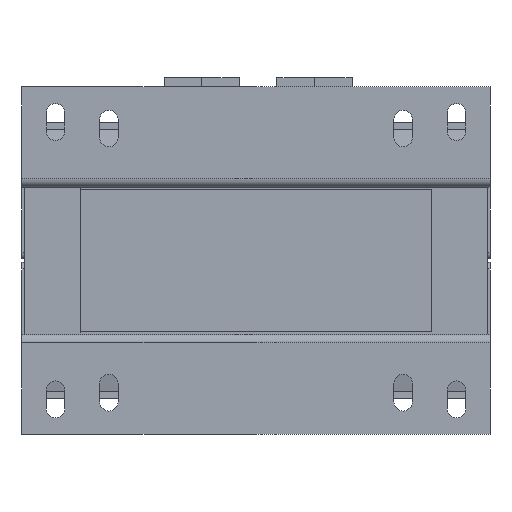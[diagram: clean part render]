
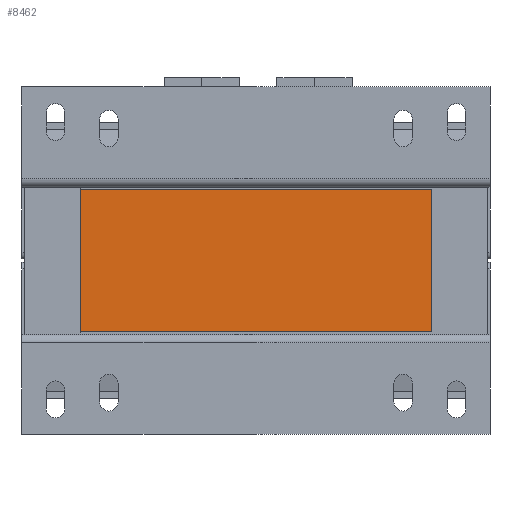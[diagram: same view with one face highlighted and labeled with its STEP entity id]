
A CAD part, front view. The second image highlights one B-rep face of the part: STEP entity #8462.
In plain terms, the highlighted planar face has unit normal (0, -1, 0).
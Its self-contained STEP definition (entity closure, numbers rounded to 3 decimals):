
#516 = DIRECTION ( 'NONE',  ( 0., 0., 1. ) ) ;
#1670 = EDGE_LOOP ( 'NONE', ( #13221, #6413, #11247, #17178 ) ) ;
#1968 = VECTOR ( 'NONE', #6287, 1000. ) ;
#1998 = CARTESIAN_POINT ( 'NONE',  ( 105., -175., 42.5 ) ) ;
#2253 = CARTESIAN_POINT ( 'NONE',  ( -105., -175., 42.5 ) ) ;
#2746 = CARTESIAN_POINT ( 'NONE',  ( 105., -175., 42.5 ) ) ;
#2922 = CARTESIAN_POINT ( 'NONE',  ( 105., -175., -42.5 ) ) ;
#3165 = DIRECTION ( 'NONE',  ( 1., 0., 0. ) ) ;
#4190 = EDGE_CURVE ( 'Defeature ausgef�hrt2_404+Defeature ausgef�hrt2_3+Defeature ausgef�hrt2_406+Defeature ausgef�hrt2_447', #17909, #17807, #8550, .T. ) ;
#4615 = CARTESIAN_POINT ( 'NONE',  ( 105., -175., -42.5 ) ) ;
#4931 = CARTESIAN_POINT ( 'NONE',  ( 105., -175., 42.5 ) ) ;
#5451 = DIRECTION ( 'NONE',  ( 0., 0., -1. ) ) ;
#5503 = EDGE_CURVE ( 'Defeature ausgef�hrt2_3+Defeature ausgef�hrt2_406+Defeature ausgef�hrt2_404+Defeature ausgef�hrt2_408', #17909, #6015, #13388, .T. ) ;
#5646 = AXIS2_PLACEMENT_3D ( 'NONE', #1998, #8941, #516 ) ;
#5897 = VECTOR ( 'NONE', #17593, 1000. ) ;
#5935 = FACE_OUTER_BOUND ( 'NONE', #1670, .T. ) ;
#6015 = VERTEX_POINT ( 'NONE', #6104 ) ;
#6104 = CARTESIAN_POINT ( 'NONE',  ( -105., -175., -42.5 ) ) ;
#6220 = VECTOR ( 'NONE', #5451, 1000. ) ;
#6287 = DIRECTION ( 'NONE',  ( 1., 0., 0. ) ) ;
#6413 = ORIENTED_EDGE ( 'NONE', *, *, #7567, .F. ) ;
#7512 = LINE ( 'NONE', #2922, #13666 ) ;
#7567 = EDGE_CURVE ( 'Defeature ausgef�hrt2_447+Defeature ausgef�hrt2_3+Defeature ausgef�hrt2_404+Defeature ausgef�hrt2_408', #17807, #11232, #12375, .T. ) ;
#8462 = ADVANCED_FACE ( 'Defeature ausgef�hrt2_3', ( #5935 ), #10517, .F. ) ;
#8550 = LINE ( 'NONE', #4931, #1968 ) ;
#8941 = DIRECTION ( 'NONE',  ( 0., 1., 0. ) ) ;
#10517 = PLANE ( 'NONE',  #5646 ) ;
#11232 = VERTEX_POINT ( 'NONE', #4615 ) ;
#11247 = ORIENTED_EDGE ( 'NONE', *, *, #4190, .F. ) ;
#12375 = LINE ( 'NONE', #2746, #6220 ) ;
#13221 = ORIENTED_EDGE ( 'NONE', *, *, #14875, .T. ) ;
#13388 = LINE ( 'NONE', #2253, #5897 ) ;
#13666 = VECTOR ( 'NONE', #3165, 1000. ) ;
#14875 = EDGE_CURVE ( 'Defeature ausgef�hrt2_3+Defeature ausgef�hrt2_408+Defeature ausgef�hrt2_406+Defeature ausgef�hrt2_447', #6015, #11232, #7512, .T. ) ;
#16313 = CARTESIAN_POINT ( 'NONE',  ( 105., -175., 42.5 ) ) ;
#16374 = CARTESIAN_POINT ( 'NONE',  ( -105., -175., 42.5 ) ) ;
#17178 = ORIENTED_EDGE ( 'NONE', *, *, #5503, .T. ) ;
#17593 = DIRECTION ( 'NONE',  ( 0., 0., -1. ) ) ;
#17807 = VERTEX_POINT ( 'NONE', #16313 ) ;
#17909 = VERTEX_POINT ( 'NONE', #16374 ) ;
